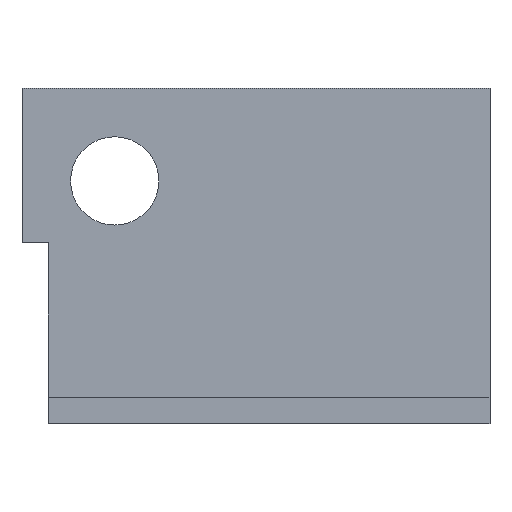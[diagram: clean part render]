
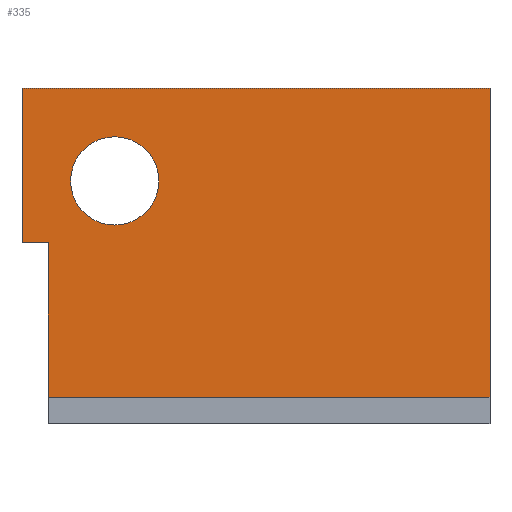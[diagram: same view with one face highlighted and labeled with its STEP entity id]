
A CAD part, left-side view. The second image highlights one B-rep face of the part: STEP entity #335.
In plain terms, the highlighted planar face has unit normal (-1, 0, 0).
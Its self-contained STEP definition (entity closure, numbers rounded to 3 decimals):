
#15=FACE_BOUND('',#59,.T.);
#25=PLANE('',#374);
#41=FACE_OUTER_BOUND('',#58,.T.);
#58=EDGE_LOOP('',(#252,#253,#254,#255,#256,#257));
#59=EDGE_LOOP('',(#258));
#85=LINE('',#508,#120);
#86=LINE('',#510,#121);
#87=LINE('',#512,#122);
#88=LINE('',#514,#123);
#89=LINE('',#516,#124);
#90=LINE('',#517,#125);
#120=VECTOR('',#421,10.);
#121=VECTOR('',#422,10.);
#122=VECTOR('',#423,10.);
#123=VECTOR('',#424,10.);
#124=VECTOR('',#425,10.);
#125=VECTOR('',#426,10.);
#159=CIRCLE('',#375,10.);
#169=VERTEX_POINT('',#506);
#170=VERTEX_POINT('',#507);
#171=VERTEX_POINT('',#509);
#172=VERTEX_POINT('',#511);
#173=VERTEX_POINT('',#513);
#174=VERTEX_POINT('',#515);
#175=VERTEX_POINT('',#518);
#203=EDGE_CURVE('',#169,#170,#85,.T.);
#204=EDGE_CURVE('',#170,#171,#86,.T.);
#205=EDGE_CURVE('',#171,#172,#87,.T.);
#206=EDGE_CURVE('',#172,#173,#88,.T.);
#207=EDGE_CURVE('',#174,#173,#89,.T.);
#208=EDGE_CURVE('',#174,#169,#90,.T.);
#209=EDGE_CURVE('',#175,#175,#159,.T.);
#252=ORIENTED_EDGE('',*,*,#203,.T.);
#253=ORIENTED_EDGE('',*,*,#204,.T.);
#254=ORIENTED_EDGE('',*,*,#205,.T.);
#255=ORIENTED_EDGE('',*,*,#206,.T.);
#256=ORIENTED_EDGE('',*,*,#207,.F.);
#257=ORIENTED_EDGE('',*,*,#208,.T.);
#258=ORIENTED_EDGE('',*,*,#209,.T.);
#335=ADVANCED_FACE('',(#41,#15),#25,.F.);
#374=AXIS2_PLACEMENT_3D('',#505,#419,#420);
#375=AXIS2_PLACEMENT_3D('',#519,#427,#428);
#419=DIRECTION('center_axis',(1.,0.,0.));
#420=DIRECTION('ref_axis',(0.,1.,0.));
#421=DIRECTION('',(0.,1.,0.));
#422=DIRECTION('',(0.,0.,-1.));
#423=DIRECTION('',(0.,-1.,0.));
#424=DIRECTION('',(0.,0.,-1.));
#425=DIRECTION('',(0.,1.,0.));
#426=DIRECTION('',(0.,0.,1.));
#427=DIRECTION('center_axis',(1.,0.,0.));
#428=DIRECTION('ref_axis',(0.,1.,0.));
#505=CARTESIAN_POINT('Origin',(-6.,3.,41.));
#506=CARTESIAN_POINT('',(-6.,-50.,76.));
#507=CARTESIAN_POINT('',(-6.,56.,76.));
#508=CARTESIAN_POINT('',(-6.,56.,76.));
#509=CARTESIAN_POINT('',(-6.,56.,41.));
#510=CARTESIAN_POINT('',(-6.,56.,76.));
#511=CARTESIAN_POINT('',(-6.,50.,41.));
#512=CARTESIAN_POINT('',(-6.,56.,41.));
#513=CARTESIAN_POINT('',(-6.,50.,6.));
#514=CARTESIAN_POINT('',(-6.,50.,41.));
#515=CARTESIAN_POINT('',(-6.,-50.,6.));
#516=CARTESIAN_POINT('',(-6.,1.5,6.));
#517=CARTESIAN_POINT('',(-6.,-50.,76.));
#518=CARTESIAN_POINT('',(-6.,25.,55.));
#519=CARTESIAN_POINT('Origin',(-6.,35.,55.));
